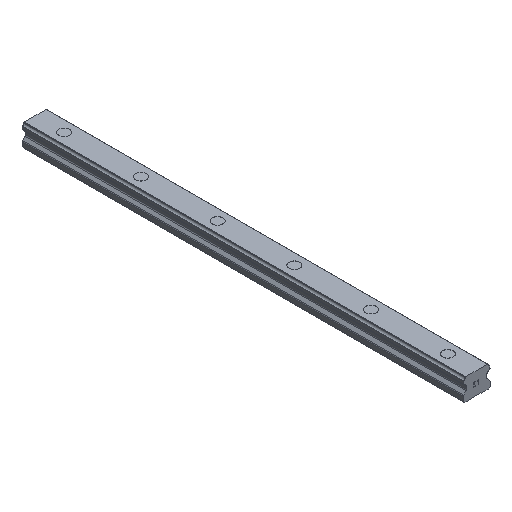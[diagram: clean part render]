
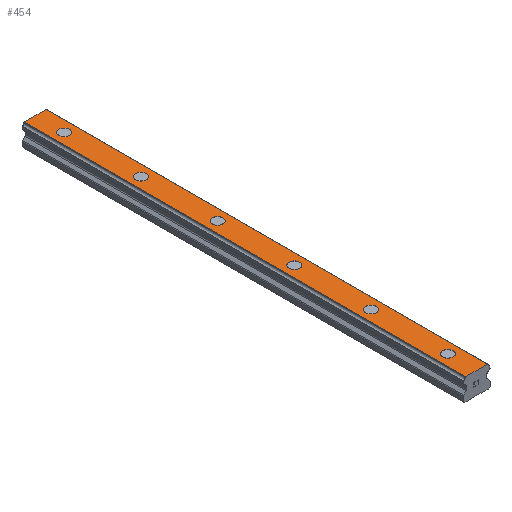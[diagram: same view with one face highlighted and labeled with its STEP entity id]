
A CAD part, isometric view. The second image highlights one B-rep face of the part: STEP entity #454.
In plain terms, the highlighted planar face has unit normal (0, 0, 1).
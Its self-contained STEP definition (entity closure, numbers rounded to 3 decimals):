
#454=ADVANCED_FACE('',(#932,#933,#934,#935,#936,#937,#938),#939,.T.);
#932=FACE_BOUND('',#1433,.T.);
#933=FACE_BOUND('',#1434,.T.);
#934=FACE_BOUND('',#1435,.T.);
#935=FACE_BOUND('',#1436,.T.);
#936=FACE_BOUND('',#1437,.T.);
#937=FACE_BOUND('',#1438,.T.);
#938=FACE_OUTER_BOUND('',#1439,.T.);
#939=PLANE('',#1440);
#1433=EDGE_LOOP('',(#2744,#2745));
#1434=EDGE_LOOP('',(#2746,#2747));
#1435=EDGE_LOOP('',(#2748,#2749));
#1436=EDGE_LOOP('',(#2750,#2751));
#1437=EDGE_LOOP('',(#2752,#2753));
#1438=EDGE_LOOP('',(#2754,#2755));
#1439=EDGE_LOOP('',(#2756,#2757,#2758,#2759));
#1440=AXIS2_PLACEMENT_3D('',#2760,#2761,#2762);
#2744=ORIENTED_EDGE('',*,*,#2993,.T.);
#2745=ORIENTED_EDGE('',*,*,#3381,.T.);
#2746=ORIENTED_EDGE('',*,*,#2983,.T.);
#2747=ORIENTED_EDGE('',*,*,#3387,.T.);
#2748=ORIENTED_EDGE('',*,*,#2973,.T.);
#2749=ORIENTED_EDGE('',*,*,#3393,.T.);
#2750=ORIENTED_EDGE('',*,*,#2963,.T.);
#2751=ORIENTED_EDGE('',*,*,#3399,.T.);
#2752=ORIENTED_EDGE('',*,*,#2953,.T.);
#2753=ORIENTED_EDGE('',*,*,#3405,.T.);
#2754=ORIENTED_EDGE('',*,*,#2943,.T.);
#2755=ORIENTED_EDGE('',*,*,#3411,.T.);
#2756=ORIENTED_EDGE('',*,*,#3363,.T.);
#2757=ORIENTED_EDGE('',*,*,#3452,.F.);
#2758=ORIENTED_EDGE('',*,*,#3235,.F.);
#2759=ORIENTED_EDGE('',*,*,#3450,.T.);
#2760=CARTESIAN_POINT('',(0.,460.0,23.));
#2761=DIRECTION('',(0.0,0.0,1.0));
#2762=DIRECTION('',(-1.0,0.0,-0.0));
#2943=EDGE_CURVE('',#3506,#3503,#3507,.T.);
#2953=EDGE_CURVE('',#3524,#3521,#3525,.T.);
#2963=EDGE_CURVE('',#3542,#3539,#3543,.T.);
#2973=EDGE_CURVE('',#3560,#3557,#3561,.T.);
#2983=EDGE_CURVE('',#3578,#3575,#3579,.T.);
#2993=EDGE_CURVE('',#3596,#3593,#3597,.T.);
#3235=EDGE_CURVE('',#3957,#3959,#3960,.T.);
#3363=EDGE_CURVE('',#4170,#4168,#4171,.T.);
#3381=EDGE_CURVE('',#3593,#3596,#4204,.T.);
#3387=EDGE_CURVE('',#3575,#3578,#4210,.T.);
#3393=EDGE_CURVE('',#3557,#3560,#4216,.T.);
#3399=EDGE_CURVE('',#3539,#3542,#4222,.T.);
#3405=EDGE_CURVE('',#3521,#3524,#4228,.T.);
#3411=EDGE_CURVE('',#3503,#3506,#4234,.T.);
#3450=EDGE_CURVE('',#3957,#4170,#4273,.T.);
#3452=EDGE_CURVE('',#3959,#4168,#4275,.T.);
#3503=VERTEX_POINT('',#4328);
#3506=VERTEX_POINT('',#4332);
#3507=CIRCLE('',#4333,5.5);
#3521=VERTEX_POINT('',#4350);
#3524=VERTEX_POINT('',#4354);
#3525=CIRCLE('',#4355,5.5);
#3539=VERTEX_POINT('',#4372);
#3542=VERTEX_POINT('',#4376);
#3543=CIRCLE('',#4377,5.5);
#3557=VERTEX_POINT('',#4394);
#3560=VERTEX_POINT('',#4398);
#3561=CIRCLE('',#4399,5.5);
#3575=VERTEX_POINT('',#4416);
#3578=VERTEX_POINT('',#4420);
#3579=CIRCLE('',#4421,5.5);
#3593=VERTEX_POINT('',#4438);
#3596=VERTEX_POINT('',#4442);
#3597=CIRCLE('',#4443,5.5);
#3957=VERTEX_POINT('',#4938);
#3959=VERTEX_POINT('',#4941);
#3960=LINE('',#4942,#4943);
#4168=VERTEX_POINT('',#5235);
#4170=VERTEX_POINT('',#5238);
#4171=LINE('',#5239,#5240);
#4204=CIRCLE('',#5280,5.5);
#4210=CIRCLE('',#5286,5.5);
#4216=CIRCLE('',#5292,5.5);
#4222=CIRCLE('',#5298,5.5);
#4228=CIRCLE('',#5304,5.5);
#4234=CIRCLE('',#5310,5.5);
#4273=LINE('',#5366,#5367);
#4275=LINE('',#5369,#5370);
#4328=CARTESIAN_POINT('',(5.5,30.0,23.));
#4332=CARTESIAN_POINT('',(-5.5,30.0,23.));
#4333=AXIS2_PLACEMENT_3D('',#5439,#5440,#5441);
#4350=CARTESIAN_POINT('',(5.5,110.0,23.));
#4354=CARTESIAN_POINT('',(-5.5,110.0,23.));
#4355=AXIS2_PLACEMENT_3D('',#5455,#5456,#5457);
#4372=CARTESIAN_POINT('',(5.5,190.0,23.));
#4376=CARTESIAN_POINT('',(-5.5,190.0,23.));
#4377=AXIS2_PLACEMENT_3D('',#5471,#5472,#5473);
#4394=CARTESIAN_POINT('',(5.5,270.0,23.));
#4398=CARTESIAN_POINT('',(-5.5,270.0,23.));
#4399=AXIS2_PLACEMENT_3D('',#5487,#5488,#5489);
#4416=CARTESIAN_POINT('',(5.5,350.0,23.));
#4420=CARTESIAN_POINT('',(-5.5,350.0,23.));
#4421=AXIS2_PLACEMENT_3D('',#5503,#5504,#5505);
#4438=CARTESIAN_POINT('',(5.5,430.0,23.));
#4442=CARTESIAN_POINT('',(-5.5,430.0,23.));
#4443=AXIS2_PLACEMENT_3D('',#5519,#5520,#5521);
#4938=CARTESIAN_POINT('',(-11.386,460.0,23.));
#4941=CARTESIAN_POINT('',(11.386,460.0,23.));
#4942=CARTESIAN_POINT('',(-11.386,460.0,23.));
#4943=VECTOR('',#5778,1.0);
#5235=CARTESIAN_POINT('',(11.386,0.0,23.));
#5238=CARTESIAN_POINT('',(-11.386,0.0,23.));
#5239=CARTESIAN_POINT('',(-11.386,0.0,23.));
#5240=VECTOR('',#5918,1.0);
#5280=AXIS2_PLACEMENT_3D('',#5953,#5954,#5955);
#5286=AXIS2_PLACEMENT_3D('',#5962,#5963,#5964);
#5292=AXIS2_PLACEMENT_3D('',#5971,#5972,#5973);
#5298=AXIS2_PLACEMENT_3D('',#5980,#5981,#5982);
#5304=AXIS2_PLACEMENT_3D('',#5989,#5990,#5991);
#5310=AXIS2_PLACEMENT_3D('',#5998,#5999,#6000);
#5366=CARTESIAN_POINT('',(-11.386,460.0,23.));
#5367=VECTOR('',#6024,1.0);
#5369=CARTESIAN_POINT('',(11.386,460.0,23.));
#5370=VECTOR('',#6025,1.0);
#5439=CARTESIAN_POINT('',(0.0,30.0,23.));
#5440=DIRECTION('',(0.0,0.0,-1.0));
#5441=DIRECTION('',(1.0,0.0,0.0));
#5455=CARTESIAN_POINT('',(0.0,110.0,23.));
#5456=DIRECTION('',(0.0,0.0,-1.0));
#5457=DIRECTION('',(1.0,0.0,0.0));
#5471=CARTESIAN_POINT('',(0.0,190.0,23.));
#5472=DIRECTION('',(0.0,0.0,-1.0));
#5473=DIRECTION('',(1.0,0.0,0.0));
#5487=CARTESIAN_POINT('',(0.0,270.0,23.));
#5488=DIRECTION('',(0.0,0.0,-1.0));
#5489=DIRECTION('',(1.0,0.0,0.0));
#5503=CARTESIAN_POINT('',(0.0,350.0,23.));
#5504=DIRECTION('',(0.0,0.0,-1.0));
#5505=DIRECTION('',(1.0,0.0,0.0));
#5519=CARTESIAN_POINT('',(0.0,430.0,23.));
#5520=DIRECTION('',(0.0,0.0,-1.0));
#5521=DIRECTION('',(1.0,0.0,0.0));
#5778=DIRECTION('',(1.0,0.0,0.0));
#5918=DIRECTION('',(1.0,0.0,0.0));
#5953=CARTESIAN_POINT('',(0.0,430.0,23.));
#5954=DIRECTION('',(0.0,0.0,-1.0));
#5955=DIRECTION('',(1.0,0.0,0.0));
#5962=CARTESIAN_POINT('',(0.0,350.0,23.));
#5963=DIRECTION('',(0.0,0.0,-1.0));
#5964=DIRECTION('',(1.0,0.0,0.0));
#5971=CARTESIAN_POINT('',(0.0,270.0,23.));
#5972=DIRECTION('',(0.0,0.0,-1.0));
#5973=DIRECTION('',(1.0,0.0,0.0));
#5980=CARTESIAN_POINT('',(0.0,190.0,23.));
#5981=DIRECTION('',(0.0,0.0,-1.0));
#5982=DIRECTION('',(1.0,0.0,0.0));
#5989=CARTESIAN_POINT('',(0.0,110.0,23.));
#5990=DIRECTION('',(0.0,0.0,-1.0));
#5991=DIRECTION('',(1.0,0.0,0.0));
#5998=CARTESIAN_POINT('',(0.0,30.0,23.));
#5999=DIRECTION('',(0.0,0.0,-1.0));
#6000=DIRECTION('',(1.0,0.0,0.0));
#6024=DIRECTION('',(0.0,-1.0,0.0));
#6025=DIRECTION('',(0.0,-1.0,0.0));
